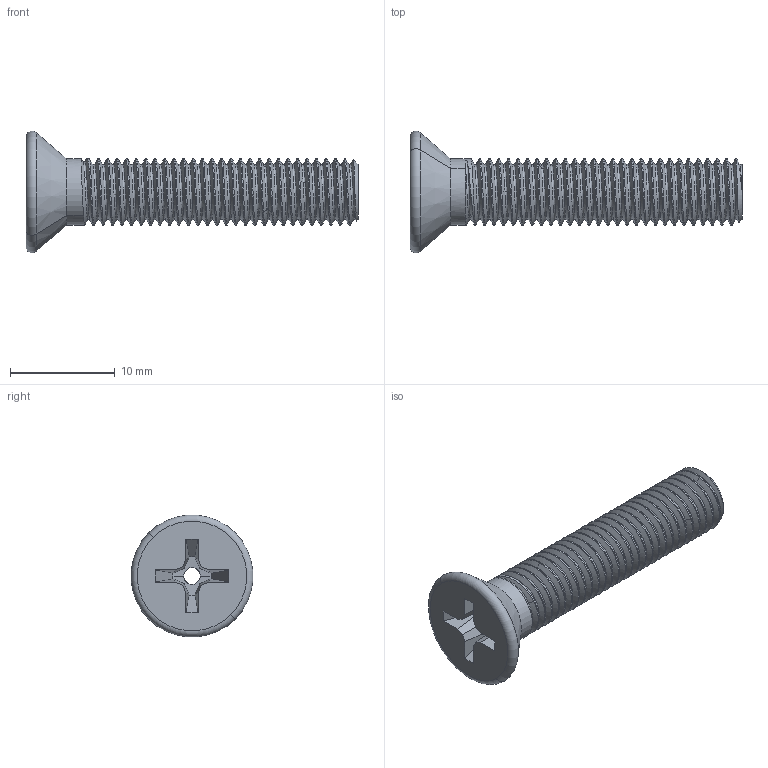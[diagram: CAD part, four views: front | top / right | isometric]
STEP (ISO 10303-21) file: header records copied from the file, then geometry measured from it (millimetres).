
FILE_DESCRIPTION((''),'2;1');
FILE_NAME('001_FLAT_HEAD_INCH_ASM','2023-11-15T',('SYSTEM'),(''),'PRO/ENGINEER BY PARAMETRIC TECHNOLOGY CORPORATION, 2016360','PRO/ENGINEER BY PARAMETRIC TECHNOLOGY CORPORATION, 2016360','');
FILE_SCHEMA(('AUTOMOTIVE_DESIGN { 1 0 10303 214 1 1 1 1 }'));
Length unit declared in the file: inch
Products named in the file (2): F-F250; 001_FLAT_HEAD_INCH_ASM
Assembly tree (1 placements, depth 2):
  001_FLAT_HEAD_INCH_ASM
    F-F250
Bounding box: 31.75 x 11.64 x 11.64 mm (x, y, z)
Volume: 933.2 mm3; surface area: 1291.9 mm2
Topology: 1 solids, 1 shells, 117 faces, 325 edges, 210 vertices
Faces by surface type: cylinder 60, bspline 34, plane 14, cone 7, torus 2
Entity records: 24352 total; most frequent: CARTESIAN_POINT 21598, ORIENTED_EDGE 650, DIRECTION 331, EDGE_CURVE 325, VERTEX_POINT 210, B_SPLINE_CURVE_WITH_KNOTS 185, VECTOR 121, LINE 121
